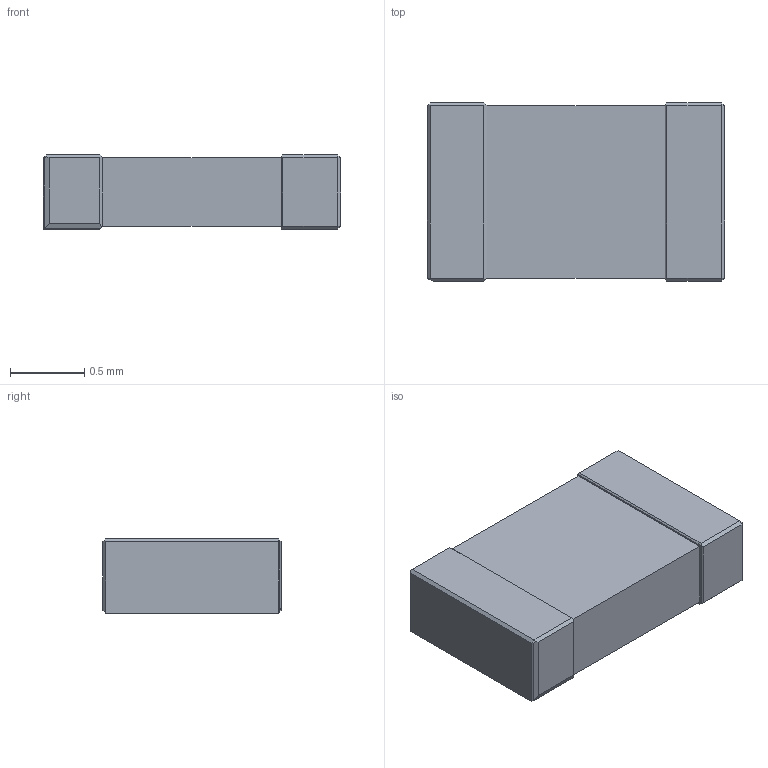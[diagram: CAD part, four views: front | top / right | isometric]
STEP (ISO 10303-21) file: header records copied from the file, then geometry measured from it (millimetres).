
FILE_DESCRIPTION(('for SolidWorks'),'2;1');
FILE_NAME('res_0805.step', '2016-05-06T13:38:38',('pcbdesigner.ru'),('www.pcbdesigner.ru'),'Open CASCADE STEP processor 6.6', 'DipTrace','Unknown');
FILE_SCHEMA(('AUTOMOTIVE_DESIGN { 1 0 10303 214 1 1 1 1 }'));
Length unit declared in the file: millimetre
Products named in the file (1): RES_0805
Bounding box: 2 x 1.2 x 0.5 mm (x, y, z)
Volume: 1.1 mm3; surface area: 7.8 mm2
Topology: 1 solids, 1 shells, 43 faces, 100 edges, 60 vertices
Faces by surface type: plane 43
Entity records: 1488 total; most frequent: CARTESIAN_POINT 204, ORIENTED_EDGE 200, DIRECTION 188, EDGE_CURVE 100, LINE 100, VECTOR 100, VERTEX_POINT 60, AXIS2_PLACEMENT_3D 44
